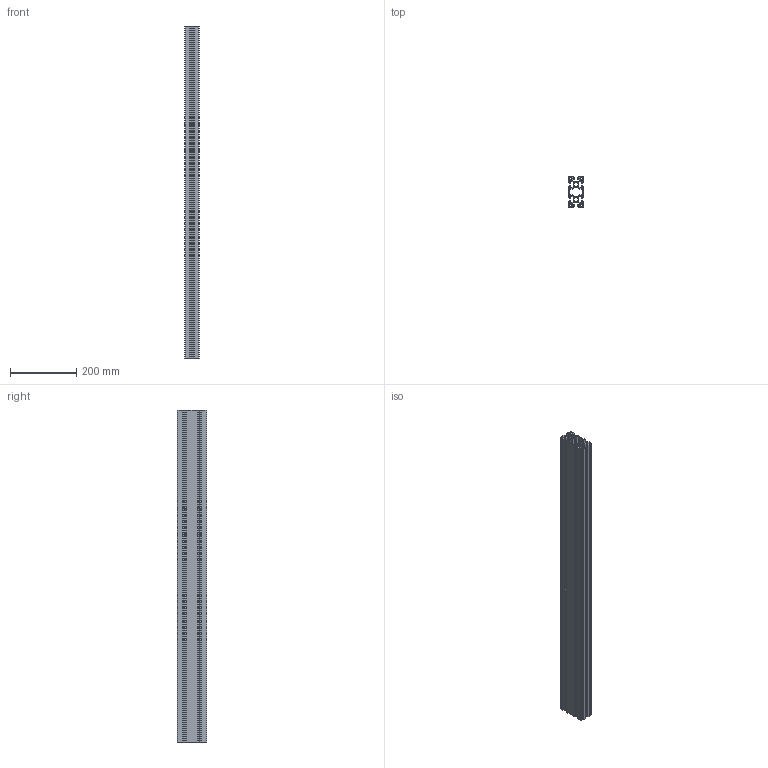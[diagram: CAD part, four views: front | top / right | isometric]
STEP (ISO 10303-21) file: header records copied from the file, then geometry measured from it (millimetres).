
FILE_DESCRIPTION (( 'STEP AP203' ), '1' );
FILE_NAME ('45 x 90 A SÝGMA PROFÝL.STEP', '2013-07-30T08:21:33', ( '' ), ( '' ), 'SwSTEP 2.0', 'SolidWorks 2013', '' );
FILE_SCHEMA (( 'CONFIG_CONTROL_DESIGN' ));
Length unit declared in the file: millimetre
Products named in the file (1): 45 x 90 A SÝGMA PROFÝL
Bounding box: 45 x 90 x 1000 mm (x, y, z)
Volume: 1185138.2 mm3; surface area: 911952.2 mm2
Topology: 1 solids, 1 shells, 230 faces, 684 edges, 456 vertices
Faces by surface type: plane 150, cylinder 80
Entity records: 7813 total; most frequent: CARTESIAN_POINT 1371, ORIENTED_EDGE 1368, DIRECTION 1306, EDGE_CURVE 684, VECTOR 524, LINE 524, VERTEX_POINT 456, AXIS2_PLACEMENT_3D 391
